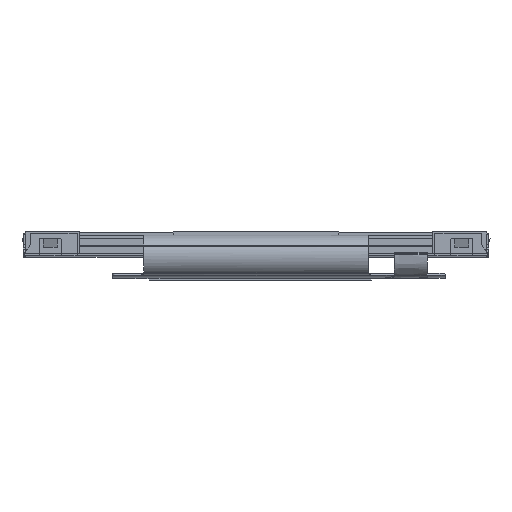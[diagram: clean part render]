
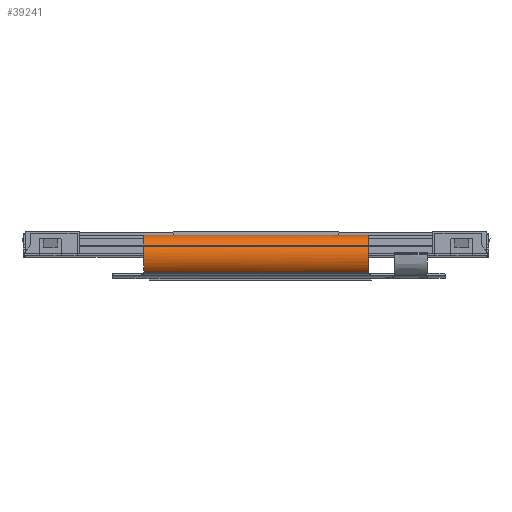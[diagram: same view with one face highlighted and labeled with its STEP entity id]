
A CAD part, top view. The second image highlights one B-rep face of the part: STEP entity #39241.
In plain terms, the highlighted cylindrical face has radius 1.923 mm (diameter 3.847 mm), a partial arc.
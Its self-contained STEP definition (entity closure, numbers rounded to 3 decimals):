
#227 = CARTESIAN_POINT ( 'NONE',  ( -10.29, 1.11, 29.876 ) ) ;
#283 = VERTEX_POINT ( 'NONE', #19525 ) ;
#411 = DIRECTION ( 'NONE',  ( 1., 0., 0. ) ) ;
#637 = FACE_OUTER_BOUND ( 'NONE', #27704, .T. ) ;
#881 = AXIS2_PLACEMENT_3D ( 'NONE', #13755, #411, #17299 ) ;
#889 = CARTESIAN_POINT ( 'NONE',  ( -10.29, -0.393, 30.391 ) ) ;
#1533 = CARTESIAN_POINT ( 'NONE',  ( -10.307, -1.815, 29.514 ) ) ;
#2723 = CARTESIAN_POINT ( 'NONE',  ( 10.315, -1.815, 29.514 ) ) ;
#2833 = B_SPLINE_CURVE_WITH_KNOTS ( 'NONE', 3,
 ( #11758, #1533, #38789, #4432 ),
 .UNSPECIFIED., .F., .F.,
 ( 4, 4 ),
 ( 0., 1. ),
 .UNSPECIFIED. ) ;
#2958 = EDGE_CURVE ( 'NONE', #283, #19384, #24174, .T. ) ;
#3721 = CARTESIAN_POINT ( 'NONE',  ( -10.315, -1.815, 29.514 ) ) ;
#4432 = CARTESIAN_POINT ( 'NONE',  ( -10.29, -1.815, 29.514 ) ) ;
#5045 = CARTESIAN_POINT ( 'NONE',  ( -10.29, -1.815, 29.514 ) ) ;
#5301 = B_SPLINE_CURVE_WITH_KNOTS ( 'NONE', 3,
 ( #14453, #34781, #17807, #227, #30734, #31400, #889, #30947, #28067, #30526 ),
 .UNSPECIFIED., .F., .F.,
 ( 4, 2, 2, 2, 4 ),
 ( 0., 0.25, 0.5, 0.75, 1. ),
 .UNSPECIFIED. ) ;
#5428 = CARTESIAN_POINT ( 'NONE',  ( -10.29, 1.7, 28.434 ) ) ;
#5448 = EDGE_CURVE ( 'NONE', #28978, #283, #24757, .T. ) ;
#5638 = ORIENTED_EDGE ( 'NONE', *, *, #36128, .T. ) ;
#6343 = VERTEX_POINT ( 'NONE', #5045 ) ;
#6362 = CARTESIAN_POINT ( 'NONE',  ( 10.298, -1.815, 29.514 ) ) ;
#7290 = CARTESIAN_POINT ( 'NONE',  ( -10.29, -1.743, 29.613 ) ) ;
#7927 = DIRECTION ( 'NONE',  ( -1., 0., 0. ) ) ;
#9020 = CARTESIAN_POINT ( 'NONE',  ( 10.315, -1.815, 29.514 ) ) ;
#9442 = ORIENTED_EDGE ( 'NONE', *, *, #2958, .T. ) ;
#11258 = CARTESIAN_POINT ( 'NONE',  ( 10.29, -0.223, 28.434 ) ) ;
#11267 = ORIENTED_EDGE ( 'NONE', *, *, #23683, .F. ) ;
#11758 = CARTESIAN_POINT ( 'NONE',  ( -10.315, -1.815, 29.514 ) ) ;
#11851 = VECTOR ( 'NONE', #37833, 1000. ) ;
#12572 = CARTESIAN_POINT ( 'NONE',  ( 10.307, -1.815, 29.514 ) ) ;
#13086 = ORIENTED_EDGE ( 'NONE', *, *, #5448, .T. ) ;
#13755 = CARTESIAN_POINT ( 'NONE',  ( -10.315, -0.223, 28.434 ) ) ;
#14453 = CARTESIAN_POINT ( 'NONE',  ( -10.29, 1.7, 28.434 ) ) ;
#16865 = CARTESIAN_POINT ( 'NONE',  ( -10.298, -1.789, 29.551 ) ) ;
#17299 = DIRECTION ( 'NONE',  ( 0., 0., -1. ) ) ;
#17807 = CARTESIAN_POINT ( 'NONE',  ( -10.29, 1.573, 29.229 ) ) ;
#18148 = CARTESIAN_POINT ( 'NONE',  ( -10.29, -1.743, 29.613 ) ) ;
#18685 = CARTESIAN_POINT ( 'NONE',  ( 3.43, -1.815, 29.514 ) ) ;
#19384 = VERTEX_POINT ( 'NONE', #5428 ) ;
#19479 = B_SPLINE_CURVE_WITH_KNOTS ( 'NONE', 3,
 ( #42360, #18685, #32317, #32113 ),
 .UNSPECIFIED., .F., .F.,
 ( 4, 4 ),
 ( 0., 1. ),
 .UNSPECIFIED. ) ;
#19525 = CARTESIAN_POINT ( 'NONE',  ( 10.29, 1.7, 28.434 ) ) ;
#20605 = VERTEX_POINT ( 'NONE', #2723 ) ;
#20842 = CARTESIAN_POINT ( 'NONE',  ( -10.315, 1.7, 28.434 ) ) ;
#21501 = DIRECTION ( 'NONE',  ( 0., 0., -1. ) ) ;
#21544 = EDGE_CURVE ( 'NONE', #30204, #6343, #2833, .T. ) ;
#21912 = AXIS2_PLACEMENT_3D ( 'NONE', #11258, #7927, #21501 ) ;
#22040 = ORIENTED_EDGE ( 'NONE', *, *, #21544, .T. ) ;
#22691 = CARTESIAN_POINT ( 'NONE',  ( 10.315, -1.815, 29.514 ) ) ;
#22955 = B_SPLINE_CURVE_WITH_KNOTS ( 'NONE', 3,
 ( #3721, #33819, #16865, #23569, #30475, #7290 ),
 .UNSPECIFIED., .F., .F.,
 ( 4, 1, 1, 4 ),
 ( 0., 0.28, 0.873, 1. ),
 .UNSPECIFIED. ) ;
#23542 = EDGE_CURVE ( 'NONE', #42870, #20605, #44058, .T. ) ;
#23569 = CARTESIAN_POINT ( 'NONE',  ( -10.291, -1.765, 29.585 ) ) ;
#23683 = EDGE_CURVE ( 'NONE', #42870, #6343, #19479, .T. ) ;
#24174 = LINE ( 'NONE', #20842, #11851 ) ;
#24757 = CIRCLE ( 'NONE', #21912, 1.923 ) ;
#25807 = EDGE_CURVE ( 'NONE', #30204, #34190, #22955, .T. ) ;
#25989 = CARTESIAN_POINT ( 'NONE',  ( 10.29, -1.769, 29.58 ) ) ;
#26816 = CARTESIAN_POINT ( 'NONE',  ( 10.29, -1.815, 29.514 ) ) ;
#27348 = CYLINDRICAL_SURFACE ( 'NONE', #881, 1.923 ) ;
#27704 = EDGE_LOOP ( 'NONE', ( #9442, #5638, #42930, #22040, #11267, #43344, #41821, #13086 ) ) ;
#28067 = CARTESIAN_POINT ( 'NONE',  ( -10.29, -1.499, 29.927 ) ) ;
#28978 = VERTEX_POINT ( 'NONE', #38164 ) ;
#30204 = VERTEX_POINT ( 'NONE', #42860 ) ;
#30475 = CARTESIAN_POINT ( 'NONE',  ( -10.29, -1.746, 29.609 ) ) ;
#30526 = CARTESIAN_POINT ( 'NONE',  ( -10.29, -1.743, 29.613 ) ) ;
#30734 = CARTESIAN_POINT ( 'NONE',  ( -10.29, 0.776, 30.125 ) ) ;
#30947 = CARTESIAN_POINT ( 'NONE',  ( -10.29, -1.156, 30.163 ) ) ;
#31400 = CARTESIAN_POINT ( 'NONE',  ( -10.29, 0.023, 30.382 ) ) ;
#32113 = CARTESIAN_POINT ( 'NONE',  ( -10.29, -1.815, 29.514 ) ) ;
#32317 = CARTESIAN_POINT ( 'NONE',  ( -3.43, -1.815, 29.514 ) ) ;
#33819 = CARTESIAN_POINT ( 'NONE',  ( -10.31, -1.809, 29.523 ) ) ;
#34190 = VERTEX_POINT ( 'NONE', #18148 ) ;
#34781 = CARTESIAN_POINT ( 'NONE',  ( -10.29, 1.7, 28.832 ) ) ;
#36128 = EDGE_CURVE ( 'NONE', #19384, #34190, #5301, .T. ) ;
#36762 = CARTESIAN_POINT ( 'NONE',  ( 10.29, -1.743, 29.613 ) ) ;
#37098 = B_SPLINE_CURVE_WITH_KNOTS ( 'NONE', 3,
 ( #36762, #25989, #43188, #22691 ),
 .UNSPECIFIED., .F., .F.,
 ( 4, 4 ),
 ( 0., 0. ),
 .UNSPECIFIED. ) ;
#37833 = DIRECTION ( 'NONE',  ( -1., 0., 0. ) ) ;
#38164 = CARTESIAN_POINT ( 'NONE',  ( 10.29, -1.743, 29.613 ) ) ;
#38472 = CARTESIAN_POINT ( 'NONE',  ( 10.29, -1.815, 29.514 ) ) ;
#38789 = CARTESIAN_POINT ( 'NONE',  ( -10.298, -1.815, 29.514 ) ) ;
#39241 = ADVANCED_FACE ( 'NONE', ( #637 ), #27348, .T. ) ;
#40405 = EDGE_CURVE ( 'NONE', #28978, #20605, #37098, .T. ) ;
#41821 = ORIENTED_EDGE ( 'NONE', *, *, #40405, .F. ) ;
#42360 = CARTESIAN_POINT ( 'NONE',  ( 10.29, -1.815, 29.514 ) ) ;
#42860 = CARTESIAN_POINT ( 'NONE',  ( -10.315, -1.815, 29.514 ) ) ;
#42870 = VERTEX_POINT ( 'NONE', #38472 ) ;
#42930 = ORIENTED_EDGE ( 'NONE', *, *, #25807, .F. ) ;
#43188 = CARTESIAN_POINT ( 'NONE',  ( 10.298, -1.793, 29.546 ) ) ;
#43344 = ORIENTED_EDGE ( 'NONE', *, *, #23542, .T. ) ;
#44058 = B_SPLINE_CURVE_WITH_KNOTS ( 'NONE', 3,
 ( #26816, #6362, #12572, #9020 ),
 .UNSPECIFIED., .F., .F.,
 ( 4, 4 ),
 ( 0., 1. ),
 .UNSPECIFIED. ) ;
